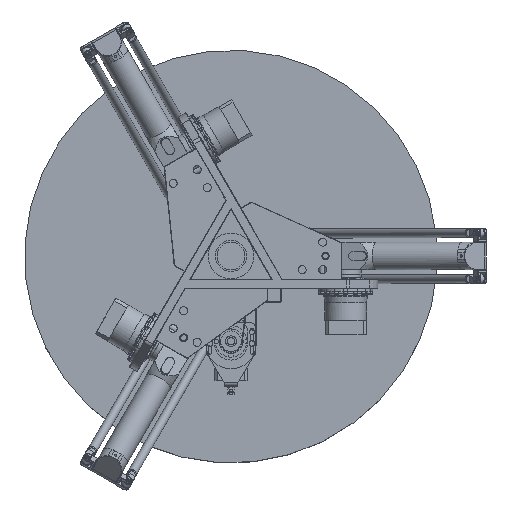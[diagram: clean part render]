
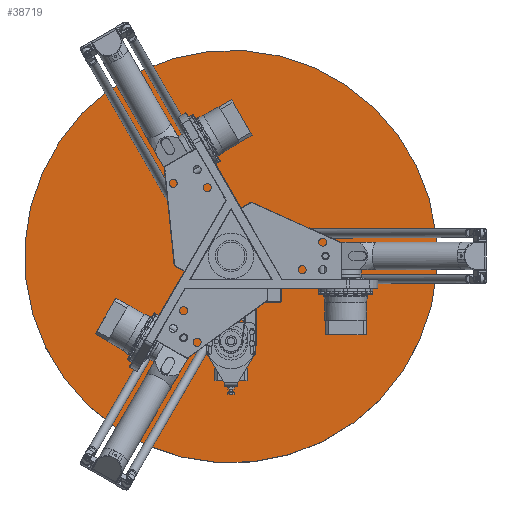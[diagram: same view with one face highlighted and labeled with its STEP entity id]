
A CAD part, top view. The second image highlights one B-rep face of the part: STEP entity #38719.
In plain terms, the highlighted planar face has unit normal (0, 0, 1).
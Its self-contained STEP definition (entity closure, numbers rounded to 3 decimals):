
#2602=PLANE('',#43084);
#4812=FACE_OUTER_BOUND('',#7435,.T.);
#7435=EDGE_LOOP('',(#34451));
#9178=CIRCLE('',#43083,450.);
#18656=VERTEX_POINT('',#76188);
#23920=EDGE_CURVE('',#18656,#18656,#9178,.T.);
#34451=ORIENTED_EDGE('',*,*,#23920,.F.);
#38719=ADVANCED_FACE('',(#4812),#2602,.F.);
#43083=AXIS2_PLACEMENT_3D('',#76189,#53937,#53938);
#43084=AXIS2_PLACEMENT_3D('',#76191,#53940,#53941);
#53937=DIRECTION('center_axis',(0.,0.,-1.));
#53938=DIRECTION('ref_axis',(-1.,0.,0.));
#53940=DIRECTION('center_axis',(0.,0.,-1.));
#53941=DIRECTION('ref_axis',(-1.,0.,0.));
#76188=CARTESIAN_POINT('',(450.,0.,100.));
#76189=CARTESIAN_POINT('Origin',(0.,0.,100.));
#76191=CARTESIAN_POINT('Origin',(0.,0.,100.));
